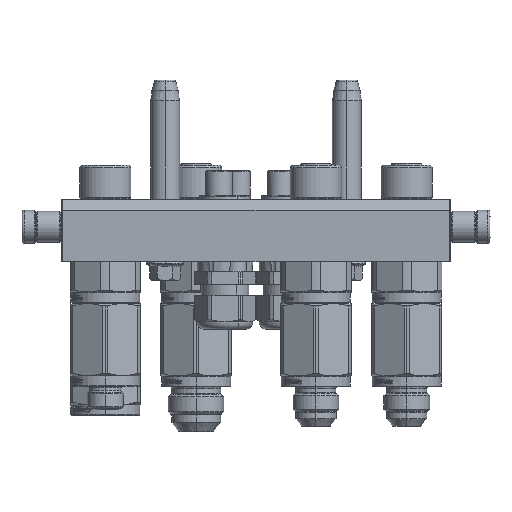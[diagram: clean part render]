
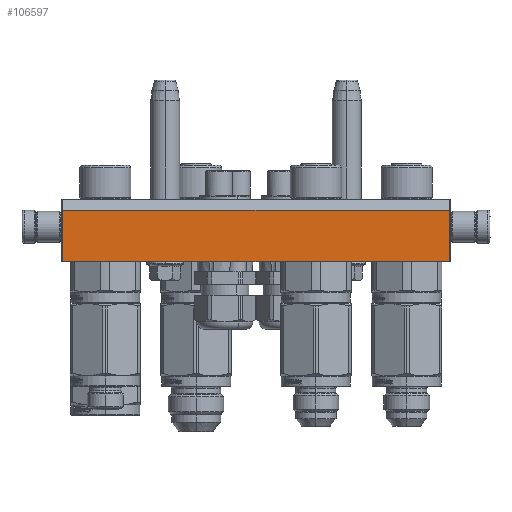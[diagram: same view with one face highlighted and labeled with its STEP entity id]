
A CAD part, left-side view. The second image highlights one B-rep face of the part: STEP entity #106597.
In plain terms, the highlighted face is planar.
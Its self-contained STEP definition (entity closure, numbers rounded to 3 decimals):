
#7893 = EDGE_CURVE ( 'NONE', #99257, #98861, #107333, .T. ) ;
#8768 = VECTOR ( 'NONE', #38760, 1000. ) ;
#10190 = EDGE_LOOP ( 'NONE', ( #89237, #16085, #78683, #77525 ) ) ;
#14829 = EDGE_CURVE ( 'NONE', #68252, #47339, #26307, .T. ) ;
#15681 = FACE_OUTER_BOUND ( 'NONE', #10190, .T. ) ;
#16085 = ORIENTED_EDGE ( 'NONE', *, *, #95087, .F. ) ;
#16989 = EDGE_CURVE ( 'NONE', #99257, #47339, #95201, .T. ) ;
#26307 = LINE ( 'NONE', #100352, #42391 ) ;
#26369 = VECTOR ( 'NONE', #51952, 1000. ) ;
#29791 = CARTESIAN_POINT ( 'NONE',  ( -93.5, -10., -45. ) ) ;
#38760 = DIRECTION ( 'NONE',  ( 1., 0., 0. ) ) ;
#42391 = VECTOR ( 'NONE', #109035, 1000. ) ;
#47339 = VERTEX_POINT ( 'NONE', #77988 ) ;
#48950 = PLANE ( 'NONE',  #71542 ) ;
#51952 = DIRECTION ( 'NONE',  ( 0., 1., 0. ) ) ;
#63458 = LINE ( 'NONE', #109749, #95912 ) ;
#66687 = CARTESIAN_POINT ( 'NONE',  ( 94., -15., -45. ) ) ;
#68252 = VERTEX_POINT ( 'NONE', #93325 ) ;
#71542 = AXIS2_PLACEMENT_3D ( 'NONE', #66687, #74638, #101561 ) ;
#74638 = DIRECTION ( 'NONE',  ( 0., 0., -1. ) ) ;
#76022 = DIRECTION ( 'NONE',  ( 0., 1., 0. ) ) ;
#77525 = ORIENTED_EDGE ( 'NONE', *, *, #16989, .T. ) ;
#77988 = CARTESIAN_POINT ( 'NONE',  ( -93.5, 15., -45. ) ) ;
#78683 = ORIENTED_EDGE ( 'NONE', *, *, #7893, .F. ) ;
#85675 = CARTESIAN_POINT ( 'NONE',  ( -93.5, -10., -45. ) ) ;
#89237 = ORIENTED_EDGE ( 'NONE', *, *, #14829, .F. ) ;
#93325 = CARTESIAN_POINT ( 'NONE',  ( 93.5, 15., -45. ) ) ;
#95087 = EDGE_CURVE ( 'NONE', #98861, #68252, #63458, .T. ) ;
#95201 = LINE ( 'NONE', #103842, #26369 ) ;
#95912 = VECTOR ( 'NONE', #76022, 1000. ) ;
#98861 = VERTEX_POINT ( 'NONE', #105617 ) ;
#99257 = VERTEX_POINT ( 'NONE', #85675 ) ;
#100352 = CARTESIAN_POINT ( 'NONE',  ( 93.5, 15., -45. ) ) ;
#101561 = DIRECTION ( 'NONE',  ( -1., 0., 0. ) ) ;
#103842 = CARTESIAN_POINT ( 'NONE',  ( -93.5, -10., -45. ) ) ;
#105617 = CARTESIAN_POINT ( 'NONE',  ( 93.5, -10., -45. ) ) ;
#106597 = ADVANCED_FACE ( 'NONE', ( #15681 ), #48950, .T. ) ;
#107333 = LINE ( 'NONE', #29791, #8768 ) ;
#109035 = DIRECTION ( 'NONE',  ( -1., 0., 0. ) ) ;
#109749 = CARTESIAN_POINT ( 'NONE',  ( 93.5, -10., -45. ) ) ;
